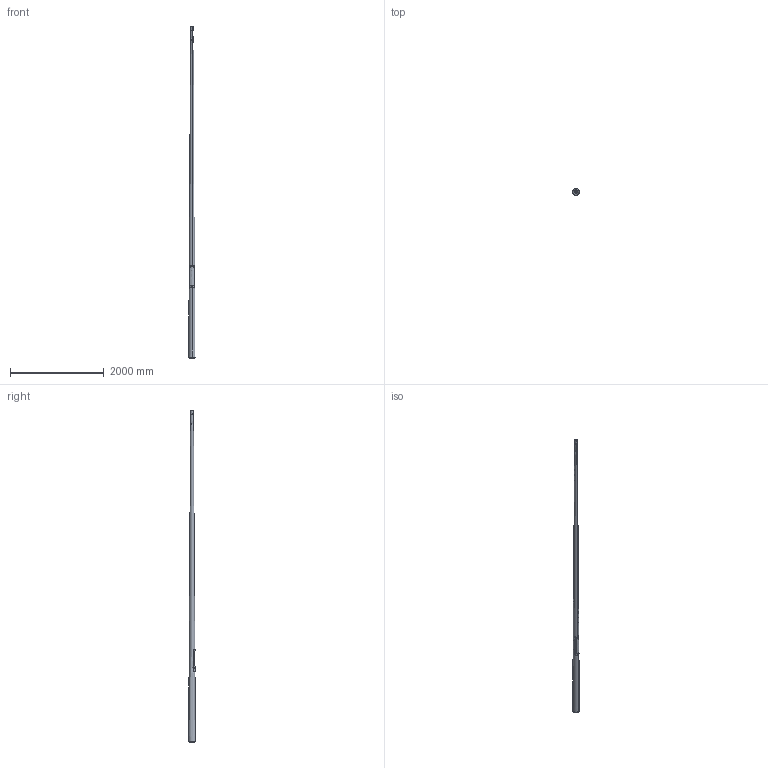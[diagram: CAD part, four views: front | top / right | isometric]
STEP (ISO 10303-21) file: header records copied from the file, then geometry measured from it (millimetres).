
FILE_DESCRIPTION (( 'STEP AP214' ), '1' );
FILE_NAME ('100200KXXX B108K 4607929 KARTIORUNKO_3D.step', '2022-05-29T17:37:27', ( '' ), ( '' ), 'SwSTEP 2.0', 'SolidWorks 2021', '' );
FILE_SCHEMA (( 'AUTOMOTIVE_DESIGN' ));
Length unit declared in the file: millimetre
Products named in the file (8): KYTKENTÄAUKON LATTARAUTA_LATTA 4X20X100; KARTIOAIHIO_60-145-3-7100; socket head cap screw_din_DIN 912 M6 x 16 --- 16N; KYTKENTÄAUKON LUUKKU_60-145-3-7100; 100200KXXX B108K 4607929 KARTIORUNKO_3D; PIDÄTINRUUVI DIN 914 - M10_DIN 914 - M10 x 16-N; PIDÄTINRUUVI DIN 914 - M10_DIN 914 - M10 x 10-N; LATTA 5X16X460 KYTKENTÄAUKON VAHVIKE_C 1
Assembly tree (16 placements, depth 2):
  100200KXXX B108K 4607929 KARTIORUNKO_3D
    KARTIOAIHIO_60-145-3-7100
    socket head cap screw_din_DIN 912 M6 x 16 --- 16N  x4
    LATTA 5X16X460 KYTKENTÄAUKON VAHVIKE_C 1  x2
    KYTKENTÄAUKON LATTARAUTA_LATTA 4X20X100  x2
    KYTKENTÄAUKON LUUKKU_60-145-3-7100
    PIDÄTINRUUVI DIN 914 - M10_DIN 914 - M10 x 10-N  x5
    PIDÄTINRUUVI DIN 914 - M10_DIN 914 - M10 x 16-N
Bounding box: 145 x 145 x 7100 mm (x, y, z)
Volume: 6713465.3 mm3; surface area: 4537999.9 mm2
Topology: 17 solids, 17 shells, 295 faces, 697 edges, 430 vertices
Faces by surface type: plane 148, cylinder 64, cone 57, torus 16, bspline 10
Entity records: 6908 total; most frequent: CARTESIAN_POINT 3046, ORIENTED_EDGE 726, DIRECTION 620, EDGE_CURVE 363, VERTEX_POINT 231, AXIS2_PLACEMENT_3D 226, LINE 168, VECTOR 168
